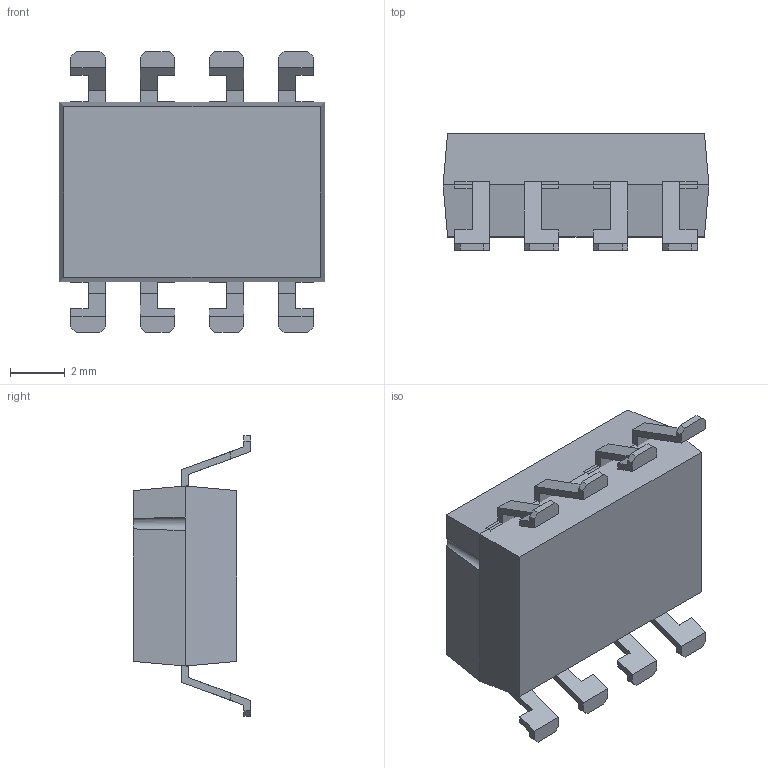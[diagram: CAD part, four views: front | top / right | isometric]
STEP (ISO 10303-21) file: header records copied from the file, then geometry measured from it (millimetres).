
FILE_DESCRIPTION (( 'STEP AP214' ), '1' );
FILE_NAME ('LH1262CACTR.STEP', '2023-07-01T04:34:17', ( '' ), ( '' ), 'SwSTEP 2.0', 'SolidWorks 2021', '' );
FILE_SCHEMA (( 'AUTOMOTIVE_DESIGN' ));
Length unit declared in the file: millimetre
Products named in the file (1): LH1262CACTR
Bounding box: 9.75 x 4.3 x 10.3 mm (x, y, z)
Volume: 241.6 mm3; surface area: 322.8 mm2
Topology: 9 solids, 9 shells, 141 faces, 363 edges, 240 vertices
Faces by surface type: plane 140, cylinder 1
Entity records: 4418 total; most frequent: CARTESIAN_POINT 751, ORIENTED_EDGE 726, DIRECTION 647, EDGE_CURVE 363, LINE 359, VECTOR 359, VERTEX_POINT 240, AXIS2_PLACEMENT_3D 144
